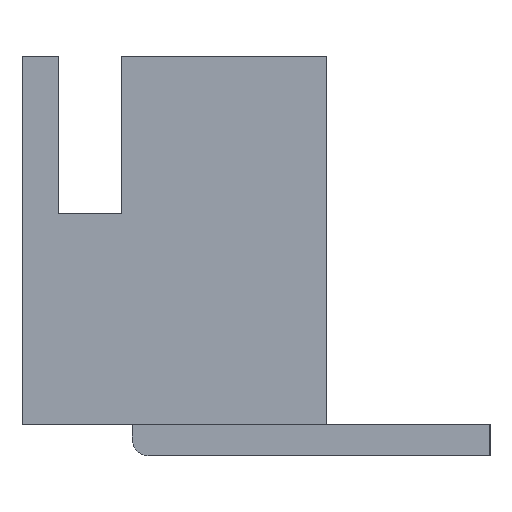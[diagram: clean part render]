
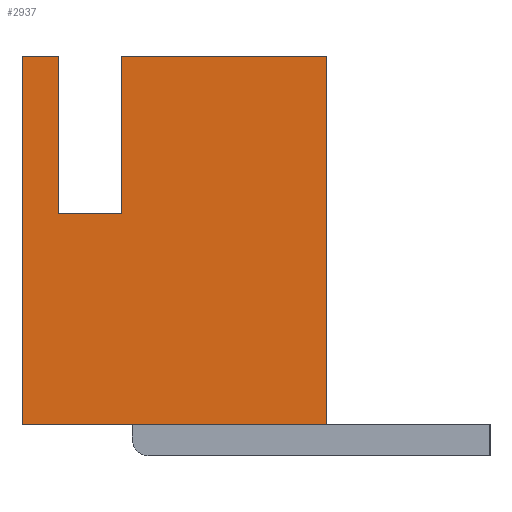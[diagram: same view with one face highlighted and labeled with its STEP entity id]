
A CAD part, left-side view. The second image highlights one B-rep face of the part: STEP entity #2937.
In plain terms, the highlighted planar face has unit normal (-1, 0, 0).
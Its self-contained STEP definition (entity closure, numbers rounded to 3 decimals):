
#40 = VERTEX_POINT ( 'NONE', #5580 ) ;
#501 = FACE_OUTER_BOUND ( 'NONE', #4410, .T. ) ;
#505 = ORIENTED_EDGE ( 'NONE', *, *, #5296, .T. ) ;
#506 = VECTOR ( 'NONE', #4593, 1000. ) ;
#526 = CARTESIAN_POINT ( 'NONE',  ( -8.79, 2.2, 7. ) ) ;
#530 = DIRECTION ( 'NONE',  ( 0., 0., 1. ) ) ;
#678 = VERTEX_POINT ( 'NONE', #526 ) ;
#697 = VECTOR ( 'NONE', #1801, 1000. ) ;
#715 = LINE ( 'NONE', #1772, #849 ) ;
#730 = VECTOR ( 'NONE', #4354, 1000. ) ;
#819 = CARTESIAN_POINT ( 'NONE',  ( -8.79, -2.9, 7. ) ) ;
#849 = VECTOR ( 'NONE', #4442, 1000. ) ;
#1103 = VERTEX_POINT ( 'NONE', #5652 ) ;
#1166 = VERTEX_POINT ( 'NONE', #6147 ) ;
#1291 = VECTOR ( 'NONE', #5634, 1000. ) ;
#1425 = AXIS2_PLACEMENT_3D ( 'NONE', #5869, #3184, #1581 ) ;
#1449 = DIRECTION ( 'NONE',  ( 0., -1., 0. ) ) ;
#1581 = DIRECTION ( 'NONE',  ( 0., 0., -1. ) ) ;
#1712 = ORIENTED_EDGE ( 'NONE', *, *, #2301, .F. ) ;
#1772 = CARTESIAN_POINT ( 'NONE',  ( -8.79, -2.9, 0. ) ) ;
#1801 = DIRECTION ( 'NONE',  ( 0., -1., 0. ) ) ;
#1987 = VECTOR ( 'NONE', #530, 1000. ) ;
#2211 = EDGE_CURVE ( 'NONE', #6736, #3719, #5523, .T. ) ;
#2301 = EDGE_CURVE ( 'NONE', #5738, #1166, #5596, .T. ) ;
#2364 = ORIENTED_EDGE ( 'NONE', *, *, #2211, .F. ) ;
#2496 = CARTESIAN_POINT ( 'NONE',  ( -8.79, -2.9, 0. ) ) ;
#2508 = EDGE_CURVE ( 'NONE', #5232, #3719, #715, .T. ) ;
#2724 = ORIENTED_EDGE ( 'NONE', *, *, #3224, .T. ) ;
#2937 = ADVANCED_FACE ( 'NONE', ( #501 ), #5349, .F. ) ;
#3001 = CARTESIAN_POINT ( 'NONE',  ( -8.79, -2.9, 7. ) ) ;
#3161 = ORIENTED_EDGE ( 'NONE', *, *, #5546, .F. ) ;
#3184 = DIRECTION ( 'NONE',  ( 1., 0., 0. ) ) ;
#3224 = EDGE_CURVE ( 'NONE', #1103, #678, #5730, .T. ) ;
#3719 = VERTEX_POINT ( 'NONE', #2496 ) ;
#3743 = EDGE_CURVE ( 'NONE', #40, #678, #4543, .T. ) ;
#4023 = CARTESIAN_POINT ( 'NONE',  ( -8.79, 2.2, 4. ) ) ;
#4232 = CARTESIAN_POINT ( 'NONE',  ( -8.79, 2.9, 7. ) ) ;
#4354 = DIRECTION ( 'NONE',  ( 0., 0., -1. ) ) ;
#4408 = ORIENTED_EDGE ( 'NONE', *, *, #2508, .T. ) ;
#4410 = EDGE_LOOP ( 'NONE', ( #5462, #1712, #3161, #2724, #4724, #505, #4408, #2364 ) ) ;
#4427 = CARTESIAN_POINT ( 'NONE',  ( -8.79, 1., 4. ) ) ;
#4435 = CARTESIAN_POINT ( 'NONE',  ( -8.79, -2.9, 7. ) ) ;
#4442 = DIRECTION ( 'NONE',  ( 0., -1., 0. ) ) ;
#4543 = LINE ( 'NONE', #3001, #6761 ) ;
#4593 = DIRECTION ( 'NONE',  ( 0., -1., 0. ) ) ;
#4703 = DIRECTION ( 'NONE',  ( 0., 0., -1. ) ) ;
#4724 = ORIENTED_EDGE ( 'NONE', *, *, #3743, .F. ) ;
#5076 = CARTESIAN_POINT ( 'NONE',  ( -8.79, 2.9, 0. ) ) ;
#5199 = EDGE_CURVE ( 'NONE', #1166, #6736, #5500, .T. ) ;
#5232 = VERTEX_POINT ( 'NONE', #5076 ) ;
#5282 = CARTESIAN_POINT ( 'NONE',  ( -8.79, 2.2, 4. ) ) ;
#5296 = EDGE_CURVE ( 'NONE', #40, #5232, #6337, .T. ) ;
#5349 = PLANE ( 'NONE',  #1425 ) ;
#5462 = ORIENTED_EDGE ( 'NONE', *, *, #5199, .F. ) ;
#5500 = LINE ( 'NONE', #6643, #506 ) ;
#5523 = LINE ( 'NONE', #4435, #730 ) ;
#5546 = EDGE_CURVE ( 'NONE', #1103, #5738, #6548, .T. ) ;
#5557 = CARTESIAN_POINT ( 'NONE',  ( -8.79, 1., 4. ) ) ;
#5580 = CARTESIAN_POINT ( 'NONE',  ( -8.79, 2.9, 7. ) ) ;
#5596 = LINE ( 'NONE', #5557, #1291 ) ;
#5634 = DIRECTION ( 'NONE',  ( 0., 0., 1. ) ) ;
#5652 = CARTESIAN_POINT ( 'NONE',  ( -8.79, 2.2, 4. ) ) ;
#5730 = LINE ( 'NONE', #5282, #1987 ) ;
#5738 = VERTEX_POINT ( 'NONE', #4427 ) ;
#5869 = CARTESIAN_POINT ( 'NONE',  ( -8.79, -2.9, 7. ) ) ;
#6147 = CARTESIAN_POINT ( 'NONE',  ( -8.79, 1., 7. ) ) ;
#6156 = VECTOR ( 'NONE', #4703, 1000. ) ;
#6337 = LINE ( 'NONE', #4232, #6156 ) ;
#6548 = LINE ( 'NONE', #4023, #697 ) ;
#6643 = CARTESIAN_POINT ( 'NONE',  ( -8.79, -2.9, 7. ) ) ;
#6736 = VERTEX_POINT ( 'NONE', #819 ) ;
#6761 = VECTOR ( 'NONE', #1449, 1000. ) ;
